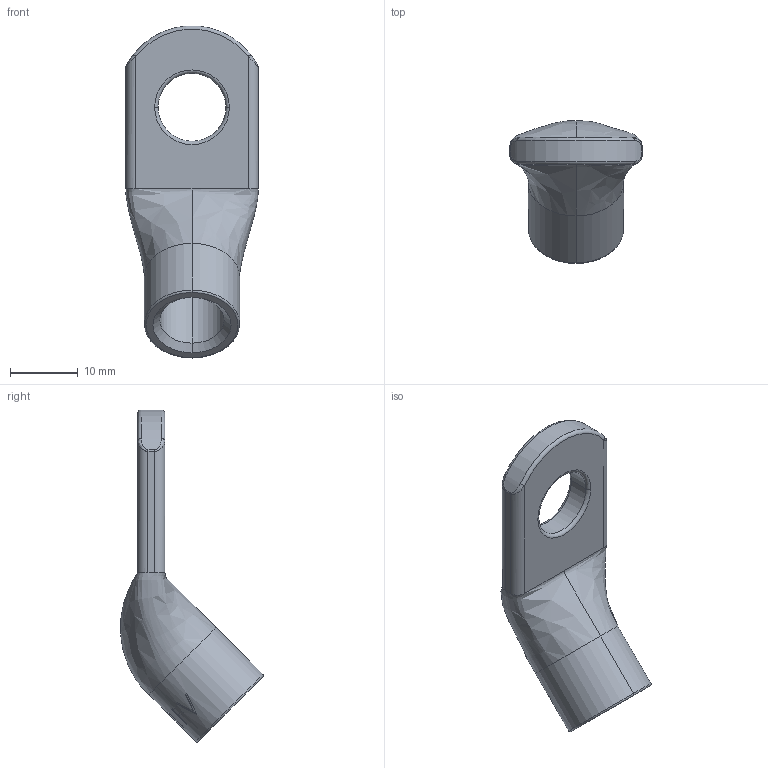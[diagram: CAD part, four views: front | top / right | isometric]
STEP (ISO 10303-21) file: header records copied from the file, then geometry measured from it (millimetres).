
FILE_DESCRIPTION (( 'STEP AP214' ), '1' );
FILE_NAME ('LUG-MAGNA-1-2-14-45DEG.STEP', '2017-04-03T18:28:03', ( '' ), ( '' ), 'SwSTEP 2.0', 'SolidWorks 2017', '' );
FILE_SCHEMA (( 'AUTOMOTIVE_DESIGN' ));
Length unit declared in the file: millimetre
Products named in the file (1): LUG-MAGNA-1-2-14-45DEG
Bounding box: 19.5 x 21.03 x 48.85 mm (x, y, z)
Volume: 4004.2 mm3; surface area: 2610.4 mm2
Topology: 1 solids, 1 shells, 161 faces, 411 edges, 268 vertices
Faces by surface type: bspline 90, plane 39, cylinder 22, torus 8, cone 2
Entity records: 12500 total; most frequent: CARTESIAN_POINT 8587, ORIENTED_EDGE 822, EDGE_CURVE 411, DIRECTION 352, VERTEX_POINT 268, B_SPLINE_CURVE_WITH_KNOTS 241, EDGE_LOOP 179, ADVANCED_FACE 161
